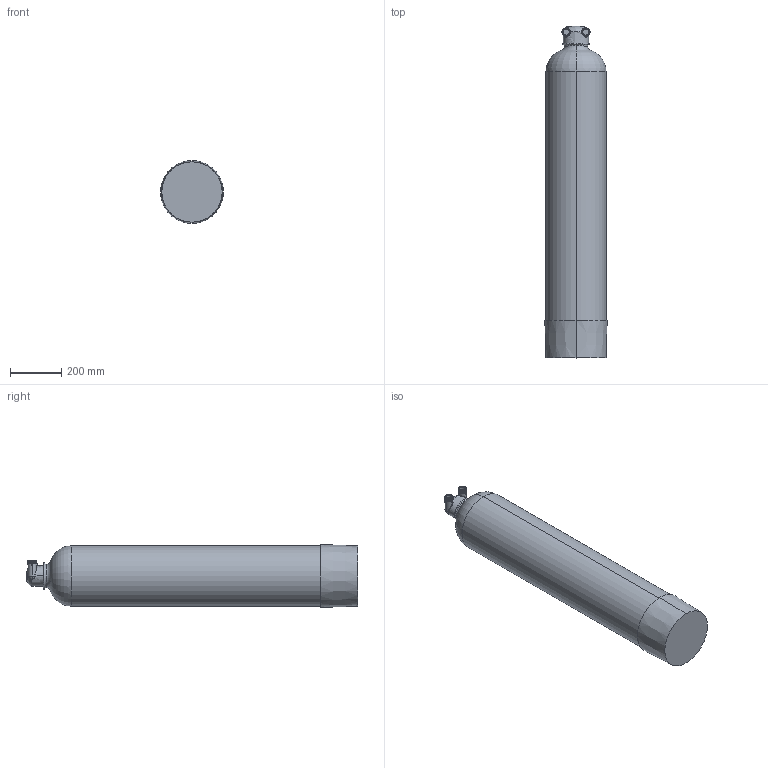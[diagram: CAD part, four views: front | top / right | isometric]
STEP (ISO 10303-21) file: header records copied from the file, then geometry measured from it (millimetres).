
FILE_DESCRIPTION (( 'STEP AP203' ), '1' );
FILE_NAME ('OF948-16-C.STEP', '2022-11-18T11:38:44', ( '' ), ( '' ), 'SwSTEP 2.0', 'SolidWorks 2021', '' );
FILE_SCHEMA (( 'CONFIG_CONTROL_DESIGN' ));
Length unit declared in the file: millimetre
Products named in the file (1): OF948-16-C
Bounding box: 245 x 1294 x 245 mm (x, y, z)
Volume: 52079142.9 mm3; surface area: 987487.8 mm2
Topology: 1 solids, 1 shells, 154 faces, 371 edges, 231 vertices
Faces by surface type: plane 59, cylinder 51, bspline 22, cone 10, torus 8, sphere 4
Entity records: 9782 total; most frequent: CARTESIAN_POINT 6384, ORIENTED_EDGE 738, DIRECTION 646, EDGE_CURVE 369, AXIS2_PLACEMENT_3D 250, VERTEX_POINT 231, EDGE_LOOP 168, ADVANCED_FACE 154
